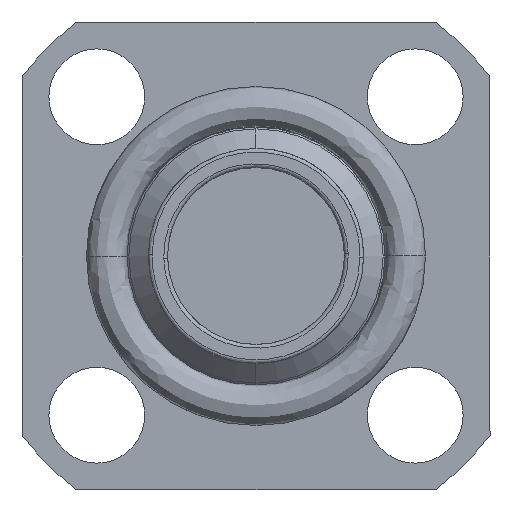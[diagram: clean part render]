
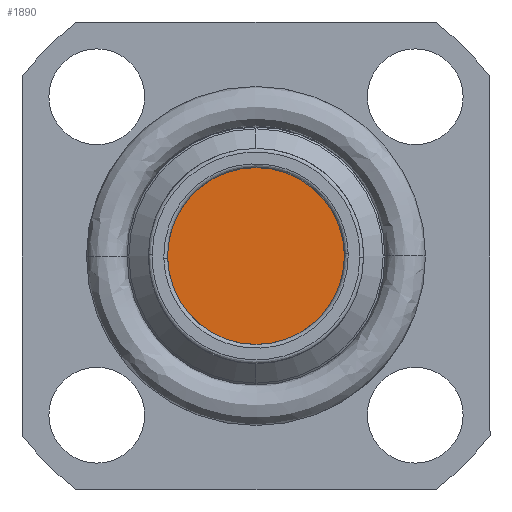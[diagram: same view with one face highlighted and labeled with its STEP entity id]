
A CAD part, left-side view. The second image highlights one B-rep face of the part: STEP entity #1890.
In plain terms, the highlighted planar face has unit normal (-1, 0, 0).
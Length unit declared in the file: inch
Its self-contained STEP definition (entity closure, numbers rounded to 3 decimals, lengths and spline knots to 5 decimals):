
#8 = DIRECTION ( 'NONE',  ( 0., 0., 1. ) ) ;
#70 = EDGE_CURVE ( 'NONE', #1986, #5569, #4306, .T. ) ;
#120 = EDGE_CURVE ( 'NONE', #5569, #1986, #2514, .T. ) ;
#672 = PLANE ( 'NONE',  #5458 ) ;
#1890 = ADVANCED_FACE ( 'NONE', ( #3635 ), #672, .T. ) ;
#1892 = ORIENTED_EDGE ( 'NONE', *, *, #120, .T. ) ;
#1986 = VERTEX_POINT ( 'NONE', #5037 ) ;
#2514 = CIRCLE ( 'NONE', #6345, 0.09449 ) ;
#2587 = DIRECTION ( 'NONE',  ( -1., 0., 0. ) ) ;
#3560 = DIRECTION ( 'NONE',  ( 0., 0., 1. ) ) ;
#3635 = FACE_OUTER_BOUND ( 'NONE', #6338, .T. ) ;
#3660 = CARTESIAN_POINT ( 'NONE',  ( 0.12008, 0., 0.09449 ) ) ;
#4198 = CARTESIAN_POINT ( 'NONE',  ( 0.12008, 0., 0. ) ) ;
#4306 = CIRCLE ( 'NONE', #7368, 0.09449 ) ;
#4318 = DIRECTION ( 'NONE',  ( 0., 0., 1. ) ) ;
#4724 = DIRECTION ( 'NONE',  ( -1., 0., 0. ) ) ;
#5037 = CARTESIAN_POINT ( 'NONE',  ( 0.12008, 0., -0.09449 ) ) ;
#5458 = AXIS2_PLACEMENT_3D ( 'NONE', #4198, #7867, #8 ) ;
#5475 = CARTESIAN_POINT ( 'NONE',  ( 0.12008, 0., 0. ) ) ;
#5569 = VERTEX_POINT ( 'NONE', #3660 ) ;
#6338 = EDGE_LOOP ( 'NONE', ( #1892, #7627 ) ) ;
#6345 = AXIS2_PLACEMENT_3D ( 'NONE', #5475, #2587, #4318 ) ;
#6673 = CARTESIAN_POINT ( 'NONE',  ( 0.12008, 0., 0. ) ) ;
#7368 = AXIS2_PLACEMENT_3D ( 'NONE', #6673, #4724, #3560 ) ;
#7627 = ORIENTED_EDGE ( 'NONE', *, *, #70, .T. ) ;
#7867 = DIRECTION ( 'NONE',  ( -1., 0., 0. ) ) ;
